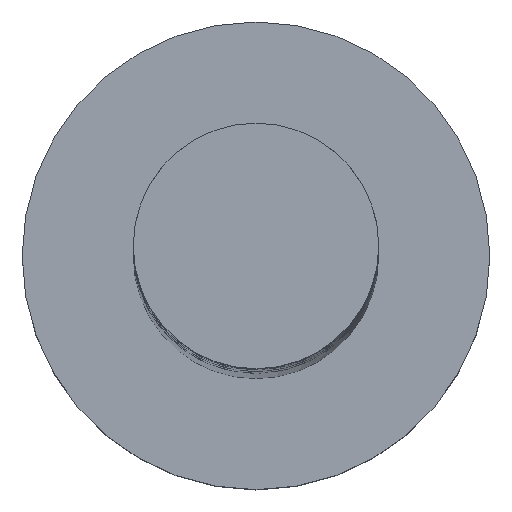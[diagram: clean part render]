
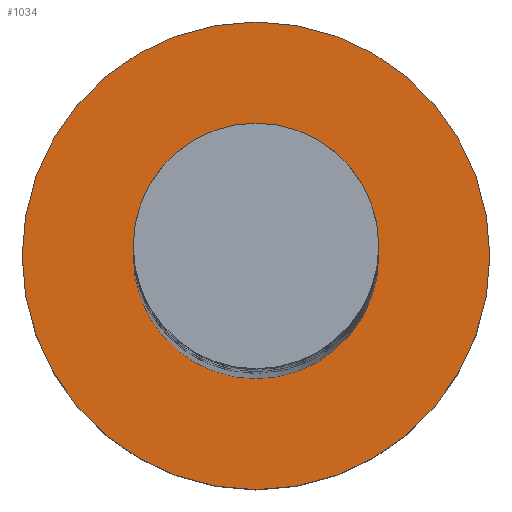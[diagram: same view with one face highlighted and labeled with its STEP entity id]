
A CAD part, top view. The second image highlights one B-rep face of the part: STEP entity #1034.
In plain terms, the highlighted planar face has unit normal (0, 0, 1).
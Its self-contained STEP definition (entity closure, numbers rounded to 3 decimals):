
#28 = ORIENTED_EDGE ( 'NONE', *, *, #1179, .T. ) ;
#60 = CIRCLE ( 'NONE', #1301, 2.1 ) ;
#109 = CARTESIAN_POINT ( 'NONE',  ( 4., 0., 3. ) ) ;
#120 = DIRECTION ( 'NONE',  ( 1., 0., 0. ) ) ;
#154 = FACE_BOUND ( 'NONE', #431, .T. ) ;
#170 = FACE_OUTER_BOUND ( 'NONE', #1007, .T. ) ;
#262 = EDGE_CURVE ( 'NONE', #1241, #1485, #60, .T. ) ;
#327 = EDGE_CURVE ( 'NONE', #1485, #1241, #538, .T. ) ;
#358 = EDGE_CURVE ( 'NONE', #1013, #794, #1256, .T. ) ;
#369 = CARTESIAN_POINT ( 'NONE',  ( 0., 0., 3. ) ) ;
#431 = EDGE_LOOP ( 'NONE', ( #1022, #582 ) ) ;
#464 = DIRECTION ( 'NONE',  ( 1., 0., 0. ) ) ;
#476 = DIRECTION ( 'NONE',  ( 0., 0., 1. ) ) ;
#482 = DIRECTION ( 'NONE',  ( 1., 0., 0. ) ) ;
#497 = CARTESIAN_POINT ( 'NONE',  ( -4., 0., 3. ) ) ;
#505 = PLANE ( 'NONE',  #1105 ) ;
#538 = CIRCLE ( 'NONE', #1405, 2.1 ) ;
#582 = ORIENTED_EDGE ( 'NONE', *, *, #262, .F. ) ;
#659 = AXIS2_PLACEMENT_3D ( 'NONE', #369, #1458, #1358 ) ;
#777 = ORIENTED_EDGE ( 'NONE', *, *, #358, .T. ) ;
#794 = VERTEX_POINT ( 'NONE', #109 ) ;
#807 = CARTESIAN_POINT ( 'NONE',  ( 0., 0., 3. ) ) ;
#948 = CARTESIAN_POINT ( 'NONE',  ( 0., 0., 3. ) ) ;
#956 = DIRECTION ( 'NONE',  ( 0., 0., 1. ) ) ;
#986 = CARTESIAN_POINT ( 'NONE',  ( 0., 0., 3. ) ) ;
#1007 = EDGE_LOOP ( 'NONE', ( #777, #28 ) ) ;
#1009 = CARTESIAN_POINT ( 'NONE',  ( 2.1, 0., 3. ) ) ;
#1013 = VERTEX_POINT ( 'NONE', #497 ) ;
#1022 = ORIENTED_EDGE ( 'NONE', *, *, #327, .F. ) ;
#1034 = ADVANCED_FACE ( 'NONE', ( #154, #170 ), #505, .T. ) ;
#1040 = DIRECTION ( 'NONE',  ( 0., 0., 1. ) ) ;
#1073 = CARTESIAN_POINT ( 'NONE',  ( -2.1, 0., 3. ) ) ;
#1105 = AXIS2_PLACEMENT_3D ( 'NONE', #948, #956, #1399 ) ;
#1121 = DIRECTION ( 'NONE',  ( 0., 0., 1. ) ) ;
#1126 = CIRCLE ( 'NONE', #659, 4. ) ;
#1147 = AXIS2_PLACEMENT_3D ( 'NONE', #1238, #1040, #482 ) ;
#1179 = EDGE_CURVE ( 'NONE', #794, #1013, #1126, .T. ) ;
#1238 = CARTESIAN_POINT ( 'NONE',  ( 0., 0., 3. ) ) ;
#1241 = VERTEX_POINT ( 'NONE', #1009 ) ;
#1256 = CIRCLE ( 'NONE', #1147, 4. ) ;
#1301 = AXIS2_PLACEMENT_3D ( 'NONE', #986, #1121, #464 ) ;
#1358 = DIRECTION ( 'NONE',  ( 1., 0., 0. ) ) ;
#1399 = DIRECTION ( 'NONE',  ( 1., 0., 0. ) ) ;
#1405 = AXIS2_PLACEMENT_3D ( 'NONE', #807, #476, #120 ) ;
#1458 = DIRECTION ( 'NONE',  ( 0., 0., 1. ) ) ;
#1485 = VERTEX_POINT ( 'NONE', #1073 ) ;
